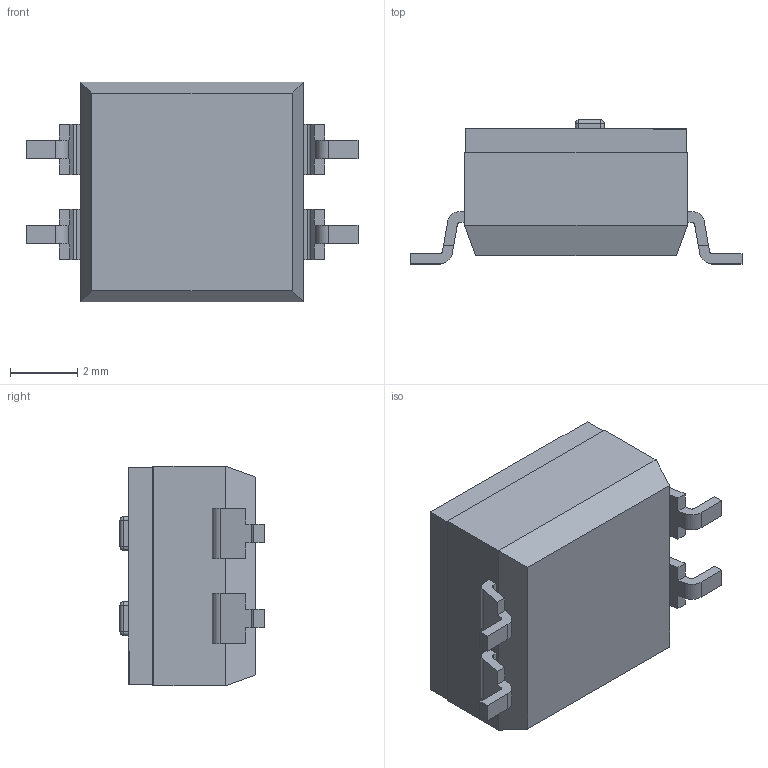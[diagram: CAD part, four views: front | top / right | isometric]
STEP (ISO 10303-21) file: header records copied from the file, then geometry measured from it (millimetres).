
FILE_DESCRIPTION (( 'STEP AP214' ), '1' );
FILE_NAME ('219-2MST.STEP', '2020-10-21T06:23:52', ( '' ), ( '' ), 'SwSTEP 2.0', 'SolidWorks 2020', '' );
FILE_SCHEMA (( 'AUTOMOTIVE_DESIGN' ));
Length unit declared in the file: millimetre
Products named in the file (4): 219-40-002; 219-02-002; 219-56-002; 219-2MST
Assembly tree (4 placements, depth 2):
  219-2MST
    219-02-002
    219-40-002
    219-56-002  x2
Bounding box: 9.91 x 4.3 x 6.56 mm (x, y, z)
Volume: 137.7 mm3; surface area: 427.5 mm2
Topology: 4 solids, 4 shells, 406 faces, 1087 edges, 710 vertices
Faces by surface type: plane 219, bspline 139, cylinder 40, sphere 8
Entity records: 19755 total; most frequent: CARTESIAN_POINT 10026, ORIENTED_EDGE 2014, DIRECTION 1271, EDGE_CURVE 1007, LINE 673, VECTOR 673, VERTEX_POINT 666, EDGE_LOOP 407
